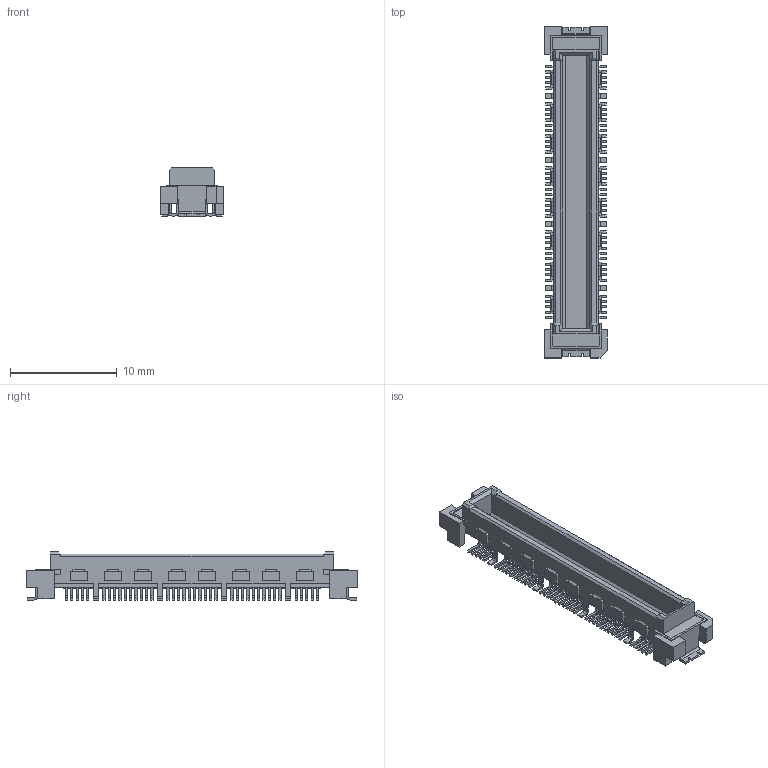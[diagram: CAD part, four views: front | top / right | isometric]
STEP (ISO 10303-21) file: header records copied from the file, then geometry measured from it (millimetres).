
FILE_DESCRIPTION(('OneSpaceDesigner STEP Export'),'2;1');
FILE_NAME('FX10B-80P8-SV1.stp','2007-12-17T18:37:47',(''),(''),'OneSpace Designer STEP processor for AP214 (Solid Model)','OneSpace Modeling 15.00A 14-Mar-2007 (C) CoCreate Software GmbH','');
FILE_SCHEMA(('AUTOMOTIVE_DESIGN { 1 0 10303 214 1 1 1 1 }'));
Length unit declared in the file: millimetre
Products named in the file (2): FX10B-80P8-SV1
Assembly tree (1 placements, depth 2):
  FX10B-80P8-SV1
    FX10B-80P8-SV1
Bounding box: 5.9 x 31.1 x 4.5 mm (x, y, z)
Volume: 247 mm3; surface area: 862.8 mm2
Topology: 1 solids, 1 shells, 1418 faces, 3917 edges, 2598 vertices
Faces by surface type: plane 1219, cylinder 199
Entity records: 44265 total; most frequent: CARTESIAN_POINT 7861, ORIENTED_EDGE 7834, DIRECTION 7038, EDGE_CURVE 3917, VECTOR 3488, LINE 3488, VERTEX_POINT 2598, AXIS2_PLACEMENT_3D 1775
